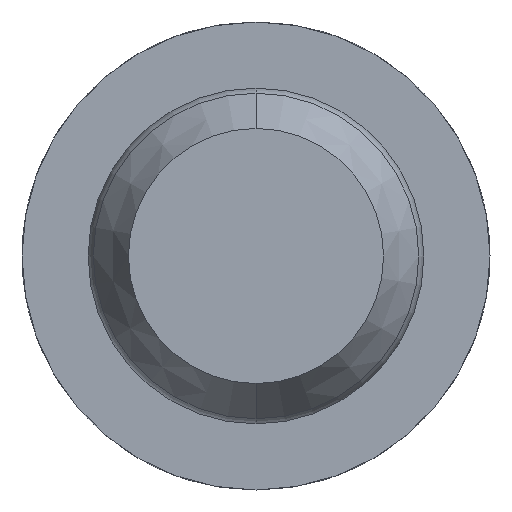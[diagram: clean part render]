
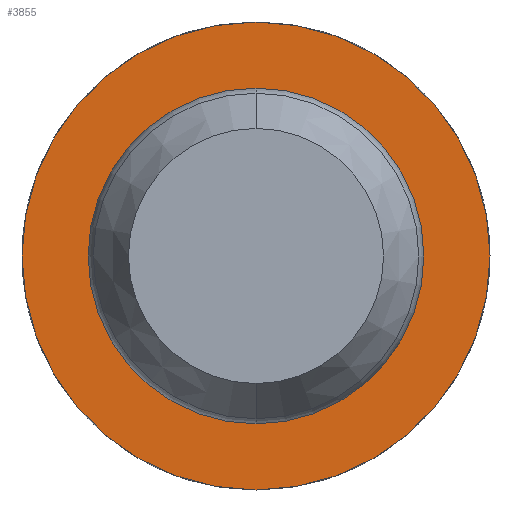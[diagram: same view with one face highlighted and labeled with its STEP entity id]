
A CAD part, front view. The second image highlights one B-rep face of the part: STEP entity #3855.
In plain terms, the highlighted planar face has unit normal (0, -1, 0).
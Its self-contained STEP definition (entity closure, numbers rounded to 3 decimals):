
#319 = FACE_OUTER_BOUND ( 'NONE', #3896, .T. ) ;
#488 = AXIS2_PLACEMENT_3D ( 'NONE', #3158, #1480, #492 ) ;
#492 = DIRECTION ( 'NONE',  ( 0., 0., 1. ) ) ;
#573 = CARTESIAN_POINT ( 'NONE',  ( 0., -10.5, 1.15 ) ) ;
#788 = DIRECTION ( 'NONE',  ( 0., 0., 1. ) ) ;
#862 = CARTESIAN_POINT ( 'NONE',  ( 0., -10.5, 0. ) ) ;
#1051 = FACE_BOUND ( 'NONE', #4162, .T. ) ;
#1217 = EDGE_CURVE ( 'Defeature ausgef�hrt2_4+Defeature ausgef�hrt2_5+Defeature ausgef�hrt2_5+Defeature ausgef�hrt2_5', #3857, #4153, #3600, .T. ) ;
#1309 = AXIS2_PLACEMENT_3D ( 'NONE', #3071, #3084, #788 ) ;
#1480 = DIRECTION ( 'NONE',  ( 0., 1., 0. ) ) ;
#1532 = DIRECTION ( 'NONE',  ( 0., 1., 0. ) ) ;
#1604 = EDGE_CURVE ( 'Defeature ausgef�hrt2_4+Defeature ausgef�hrt2_5+Defeature ausgef�hrt2_5+Defeature ausgef�hrt2_5', #4153, #3857, #1774, .T. ) ;
#1645 = DIRECTION ( 'NONE',  ( 0., 0., 1. ) ) ;
#1774 = CIRCLE ( 'NONE', #3707, 0.825 ) ;
#1834 = CARTESIAN_POINT ( 'NONE',  ( 0., -10.5, 0.825 ) ) ;
#1861 = DIRECTION ( 'NONE',  ( 0., 0., 1. ) ) ;
#1906 = CARTESIAN_POINT ( 'NONE',  ( 0., -10.5, -1.15 ) ) ;
#2163 = DIRECTION ( 'NONE',  ( 0., 1., 0. ) ) ;
#2278 = AXIS2_PLACEMENT_3D ( 'NONE', #2591, #4325, #1645 ) ;
#2303 = ORIENTED_EDGE ( 'NONE', *, *, #1217, .T. ) ;
#2375 = VERTEX_POINT ( 'NONE', #573 ) ;
#2402 = CIRCLE ( 'NONE', #1309, 1.15 ) ;
#2444 = ORIENTED_EDGE ( 'NONE', *, *, #2635, .F. ) ;
#2524 = VERTEX_POINT ( 'NONE', #1906 ) ;
#2539 = CARTESIAN_POINT ( 'NONE',  ( 1.15, -10.5, 0. ) ) ;
#2591 = CARTESIAN_POINT ( 'NONE',  ( 0., -10.5, 0. ) ) ;
#2635 = EDGE_CURVE ( 'Defeature ausgef�hrt2_3+Defeature ausgef�hrt2_4+Defeature ausgef�hrt2_4+Defeature ausgef�hrt2_4', #2524, #2375, #2402, .T. ) ;
#3071 = CARTESIAN_POINT ( 'NONE',  ( 0., -10.5, 0. ) ) ;
#3084 = DIRECTION ( 'NONE',  ( 0., 1., 0. ) ) ;
#3106 = ORIENTED_EDGE ( 'NONE', *, *, #3729, .F. ) ;
#3158 = CARTESIAN_POINT ( 'NONE',  ( 0., -10.5, 0. ) ) ;
#3188 = DIRECTION ( 'NONE',  ( 0., 0., 1. ) ) ;
#3235 = AXIS2_PLACEMENT_3D ( 'NONE', #2539, #1532, #1861 ) ;
#3501 = CIRCLE ( 'NONE', #488, 1.15 ) ;
#3543 = PLANE ( 'NONE',  #3235 ) ;
#3553 = ORIENTED_EDGE ( 'NONE', *, *, #1604, .T. ) ;
#3600 = CIRCLE ( 'NONE', #2278, 0.825 ) ;
#3707 = AXIS2_PLACEMENT_3D ( 'NONE', #862, #2163, #3188 ) ;
#3729 = EDGE_CURVE ( 'Defeature ausgef�hrt2_3+Defeature ausgef�hrt2_4+Defeature ausgef�hrt2_4+Defeature ausgef�hrt2_4', #2375, #2524, #3501, .T. ) ;
#3855 = ADVANCED_FACE ( 'Defeature ausgef�hrt2_4', ( #319, #1051 ), #3543, .F. ) ;
#3857 = VERTEX_POINT ( 'NONE', #1834 ) ;
#3896 = EDGE_LOOP ( 'NONE', ( #3106, #2444 ) ) ;
#4129 = CARTESIAN_POINT ( 'NONE',  ( 0., -10.5, -0.825 ) ) ;
#4153 = VERTEX_POINT ( 'NONE', #4129 ) ;
#4162 = EDGE_LOOP ( 'NONE', ( #2303, #3553 ) ) ;
#4325 = DIRECTION ( 'NONE',  ( 0., 1., 0. ) ) ;
